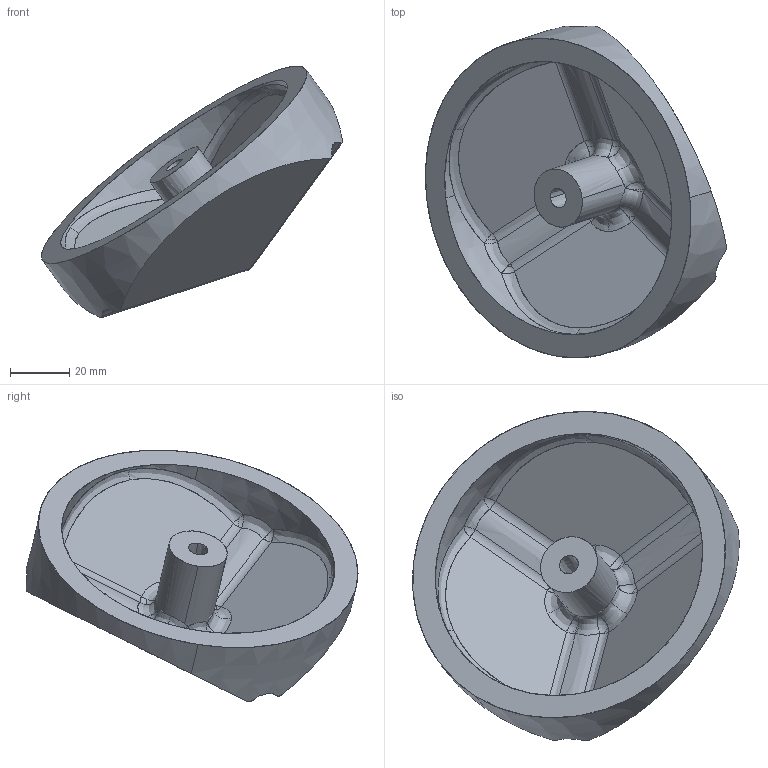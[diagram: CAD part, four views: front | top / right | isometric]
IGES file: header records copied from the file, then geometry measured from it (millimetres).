
Start section: SolidWorks IGES file using analytic representation for surfaces
Global section: file name: Stamp_2.2.IGS; native system: SolidWorks 2015; preprocessor: SolidWorks 2015; author: Martin Taylor; date: 170215.104525; units: millimetre
Bounding box: 101.78 x 112.2 x 85.04 mm (x, y, z)
Surface area: 32212.7 mm2 (no closed solid volume)
Topology: 0 solids, 0 shells, 90 faces, 1280 edges, 1268 vertices
Faces by surface type: bspline 45, revolution 45
